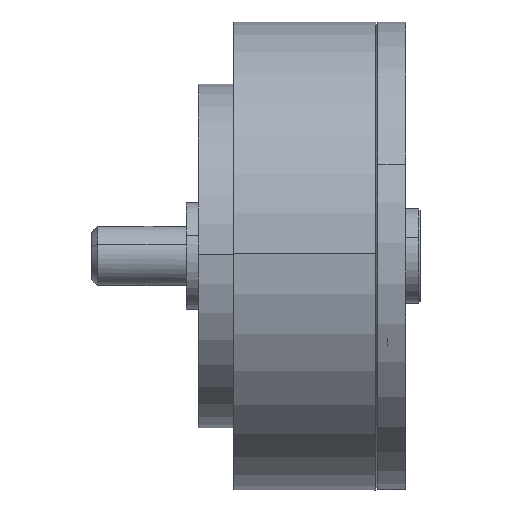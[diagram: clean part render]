
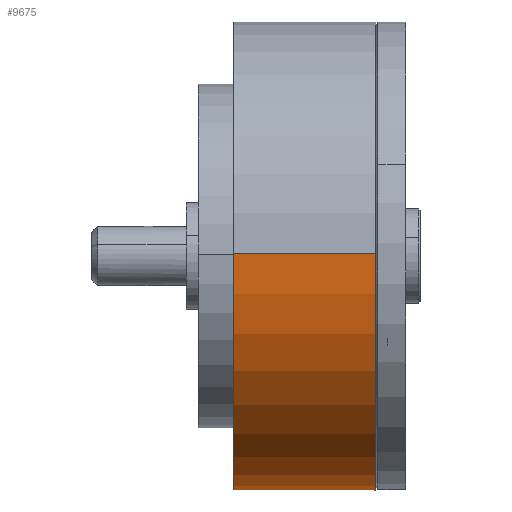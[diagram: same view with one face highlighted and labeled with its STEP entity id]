
A CAD part, left-side view. The second image highlights one B-rep face of the part: STEP entity #9675.
In plain terms, the highlighted cylindrical face has radius 39.5 mm (diameter 79 mm), a partial arc.
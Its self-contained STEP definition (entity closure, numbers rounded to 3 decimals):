
#35 = CARTESIAN_POINT ( 'NONE',  ( 40.025, 3.236, -5.803 ) ) ;
#84 = CARTESIAN_POINT ( 'NONE',  ( 40.236, 4.557, -4.844 ) ) ;
#116 = CARTESIAN_POINT ( 'NONE',  ( 40.983, -11.923, 1.03 ) ) ;
#178 = LINE ( 'NONE', #386, #4206 ) ;
#188 = CARTESIAN_POINT ( 'NONE',  ( 40.148, 4.055, -5.256 ) ) ;
#386 = CARTESIAN_POINT ( 'NONE',  ( 41.032, -14.055, 2.679 ) ) ;
#454 = DIRECTION ( 'NONE',  ( 0., 1., 0. ) ) ;
#571 = CARTESIAN_POINT ( 'NONE',  ( 40.148, -8.142, -5.253 ) ) ;
#666 = ORIENTED_EDGE ( 'NONE', *, *, #3635, .T. ) ;
#680 = CARTESIAN_POINT ( 'NONE',  ( 40.279, -8.891, -4.62 ) ) ;
#717 = CARTESIAN_POINT ( 'NONE',  ( 39.664, -3.367, -7.243 ) ) ;
#755 = CARTESIAN_POINT ( 'NONE',  ( 39.985, -7.062, -5.974 ) ) ;
#791 = CARTESIAN_POINT ( 'NONE',  ( 39.787, 1.178, -6.778 ) ) ;
#799 = CARTESIAN_POINT ( 'NONE',  ( 40.925, -11.729, 0.065 ) ) ;
#801 = CARTESIAN_POINT ( 'NONE',  ( 41.032, 9.945, 2.679 ) ) ;
#869 = CARTESIAN_POINT ( 'NONE',  ( 39.646, -2.701, -7.308 ) ) ;
#1019 = CARTESIAN_POINT ( 'NONE',  ( 41.032, 7.945, 2.679 ) ) ;
#1175 = VECTOR ( 'NONE', #2082, 1000. ) ;
#1178 = CARTESIAN_POINT ( 'NONE',  ( 39.911, -6.485, -6.281 ) ) ;
#1343 = CARTESIAN_POINT ( 'NONE',  ( 40.623, -10.541, -2.617 ) ) ;
#1420 = CARTESIAN_POINT ( 'NONE',  ( 40.543, 6.076, -3.146 ) ) ;
#1486 = CARTESIAN_POINT ( 'NONE',  ( 40.234, -8.646, -4.841 ) ) ;
#1518 = CARTESIAN_POINT ( 'NONE',  ( 39.985, 2.954, -5.972 ) ) ;
#1714 = CARTESIAN_POINT ( 'NONE',  ( 41.032, 7.945, 2.679 ) ) ;
#1721 = CARTESIAN_POINT ( 'NONE',  ( 1.534, -14.055, 3.07 ) ) ;
#1744 = CARTESIAN_POINT ( 'NONE',  ( 41.026, 7.945, 2.015 ) ) ;
#1757 = CARTESIAN_POINT ( 'NONE',  ( 41.029, -12.055, 2.347 ) ) ;
#1922 = AXIS2_PLACEMENT_3D ( 'NONE', #1721, #3969, #2841 ) ;
#2082 = DIRECTION ( 'NONE',  ( 0., 1., 0. ) ) ;
#2104 = CARTESIAN_POINT ( 'NONE',  ( 39.878, 2.085, -6.419 ) ) ;
#2304 = CARTESIAN_POINT ( 'NONE',  ( 41.021, -12.038, 2.017 ) ) ;
#2431 = CARTESIAN_POINT ( 'NONE',  ( 40.663, -10.71, -2.338 ) ) ;
#2464 = CARTESIAN_POINT ( 'NONE',  ( 39.647, -1.391, -7.307 ) ) ;
#2514 = CARTESIAN_POINT ( 'NONE',  ( 40.742, 6.928, -1.761 ) ) ;
#2541 = CARTESIAN_POINT ( 'NONE',  ( 40.84, 7.305, -0.855 ) ) ;
#2757 = CARTESIAN_POINT ( 'NONE',  ( 39.737, 0.551, -6.969 ) ) ;
#2841 = DIRECTION ( 'NONE',  ( -1., 0., 0.01 ) ) ;
#2870 = CARTESIAN_POINT ( 'NONE',  ( 40.774, -11.162, -1.462 ) ) ;
#3001 = CARTESIAN_POINT ( 'NONE',  ( 41.032, -14.055, 2.679 ) ) ;
#3017 = CARTESIAN_POINT ( 'NONE',  ( 40.5, 5.88, -3.411 ) ) ;
#3051 = CARTESIAN_POINT ( 'NONE',  ( 40.5, -9.998, -3.426 ) ) ;
#3057 = CARTESIAN_POINT ( 'NONE',  ( 40.998, -11.973, 1.358 ) ) ;
#3111 = VECTOR ( 'NONE', #9120, 1000. ) ;
#3135 = CARTESIAN_POINT ( 'NONE',  ( 39.912, 2.379, -6.279 ) ) ;
#3169 = CARTESIAN_POINT ( 'NONE',  ( 39.877, -6.186, -6.423 ) ) ;
#3226 = LINE ( 'NONE', #4543, #1175 ) ;
#3313 = CARTESIAN_POINT ( 'NONE',  ( 39.664, -0.74, -7.243 ) ) ;
#3336 = CARTESIAN_POINT ( 'NONE',  ( 40.945, 7.688, 0.403 ) ) ;
#3381 = LINE ( 'NONE', #7809, #3111 ) ;
#3513 = CARTESIAN_POINT ( 'NONE',  ( 1.534, -14.055, 3.07 ) ) ;
#3635 = EDGE_CURVE ( 'NONE', #4456, #8852, #8594, .T. ) ;
#3701 = EDGE_CURVE ( 'NONE', #5665, #4998, #9443, .T. ) ;
#3848 = CARTESIAN_POINT ( 'NONE',  ( 41.032, -12.055, 2.679 ) ) ;
#3851 = AXIS2_PLACEMENT_3D ( 'NONE', #3513, #6024, #8886 ) ;
#3877 = CARTESIAN_POINT ( 'NONE',  ( 40.412, -9.586, -3.927 ) ) ;
#3884 = CARTESIAN_POINT ( 'NONE',  ( 1.534, 9.945, 3.07 ) ) ;
#3891 = CARTESIAN_POINT ( 'NONE',  ( 40.106, -7.881, -5.446 ) ) ;
#3969 = DIRECTION ( 'NONE',  ( 0., 1., 0. ) ) ;
#3973 = CARTESIAN_POINT ( 'NONE',  ( 40.739, -11.021, -1.759 ) ) ;
#4055 = CARTESIAN_POINT ( 'NONE',  ( 39.732, -4.651, -6.988 ) ) ;
#4186 = CARTESIAN_POINT ( 'NONE',  ( 41.002, 7.88, 1.364 ) ) ;
#4206 = VECTOR ( 'NONE', #454, 1000. ) ;
#4456 = VERTEX_POINT ( 'NONE', #1714 ) ;
#4543 = CARTESIAN_POINT ( 'NONE',  ( 41.032, -14.055, 2.679 ) ) ;
#4748 = DIRECTION ( 'NONE',  ( -1., 0., 0.01 ) ) ;
#4781 = CARTESIAN_POINT ( 'NONE',  ( 40.872, -11.539, -0.558 ) ) ;
#4900 = CARTESIAN_POINT ( 'NONE',  ( 39.815, 1.485, -6.668 ) ) ;
#4998 = VERTEX_POINT ( 'NONE', #6256 ) ;
#5003 = CARTESIAN_POINT ( 'NONE',  ( 39.716, 0.228, -7.05 ) ) ;
#5007 = AXIS2_PLACEMENT_3D ( 'NONE', #3884, #9164, #4748 ) ;
#5334 = CARTESIAN_POINT ( 'NONE',  ( 40.368, 5.245, -4.157 ) ) ;
#5465 = CARTESIAN_POINT ( 'NONE',  ( 40.024, -7.341, -5.807 ) ) ;
#5565 = CARTESIAN_POINT ( 'NONE',  ( 39.782, -5.276, -6.799 ) ) ;
#5665 = VERTEX_POINT ( 'NONE', #3001 ) ;
#5678 = ORIENTED_EDGE ( 'NONE', *, *, #6205, .T. ) ;
#5684 = CARTESIAN_POINT ( 'NONE',  ( 40.412, 5.464, -3.916 ) ) ;
#5732 = CYLINDRICAL_SURFACE ( 'NONE', #3851, 39.5 ) ;
#5754 = CARTESIAN_POINT ( 'NONE',  ( 41.032, -12.055, 2.679 ) ) ;
#5797 = EDGE_CURVE ( 'NONE', #4456, #7047, #178, .T. ) ;
#5849 = CARTESIAN_POINT ( 'NONE',  ( 40.87, 7.417, -0.543 ) ) ;
#5885 = CARTESIAN_POINT ( 'NONE',  ( 40.922, 7.608, 0.086 ) ) ;
#5889 = EDGE_CURVE ( 'NONE', #4998, #7078, #3381, .T. ) ;
#6024 = DIRECTION ( 'NONE',  ( 0., 1., 0. ) ) ;
#6114 = ORIENTED_EDGE ( 'NONE', *, *, #5797, .F. ) ;
#6132 = EDGE_CURVE ( 'NONE', #5665, #8852, #3226, .T. ) ;
#6205 = EDGE_CURVE ( 'NONE', #7078, #7047, #9051, .T. ) ;
#6256 = CARTESIAN_POINT ( 'NONE',  ( -37.964, -14.055, 3.461 ) ) ;
#6525 = FACE_OUTER_BOUND ( 'NONE', #7871, .T. ) ;
#6530 = CARTESIAN_POINT ( 'NONE',  ( -37.964, 9.945, 3.461 ) ) ;
#7047 = VERTEX_POINT ( 'NONE', #801 ) ;
#7078 = VERTEX_POINT ( 'NONE', #6530 ) ;
#7809 = CARTESIAN_POINT ( 'NONE',  ( -37.964, -14.055, 3.461 ) ) ;
#7871 = EDGE_LOOP ( 'NONE', ( #8154, #9360, #8921, #5678, #6114, #666 ) ) ;
#8008 = CARTESIAN_POINT ( 'NONE',  ( 40.667, 6.621, -2.334 ) ) ;
#8154 = ORIENTED_EDGE ( 'NONE', *, *, #6132, .F. ) ;
#8594 = B_SPLINE_CURVE_WITH_KNOTS ( 'NONE', 3,
 ( #1019, #1744, #4186, #3336, #5885, #5849, #2541, #2514, #8008, #1420, #3017, #5684, #5334, #84, #188, #35, #1518, #3135, #2104, #4900, #791, #2757, #5003, #3313, #2464, #869, #717, #4055, #5565, #3169, #1178, #755, #5465, #3891, #571, #1486, #680, #3877, #3051, #1343, #2431, #3973, #2870, #4781, #799, #116, #3057, #2304, #1757, #5754 ),
 .UNSPECIFIED., .F., .F.,
 ( 4, 2, 2, 2, 2, 2, 2, 2, 2, 2, 2, 2, 2, 2, 2, 2, 2, 2, 2, 2, 2, 2, 2, 2, 4 ),
 ( 0.031, 0.033, 0.034, 0.035, 0.037, 0.038, 0.039, 0.041, 0.042, 0.043, 0.044, 0.045, 0.047, 0.049, 0.051, 0.052, 0.053, 0.054, 0.055, 0.057, 0.058, 0.059, 0.061, 0.062, 0.063 ),
 .UNSPECIFIED. ) ;
#8852 = VERTEX_POINT ( 'NONE', #3848 ) ;
#8886 = DIRECTION ( 'NONE',  ( -1., 0., 0.01 ) ) ;
#8921 = ORIENTED_EDGE ( 'NONE', *, *, #5889, .T. ) ;
#9051 = CIRCLE ( 'NONE', #5007, 39.5 ) ;
#9120 = DIRECTION ( 'NONE',  ( 0., 1., 0. ) ) ;
#9164 = DIRECTION ( 'NONE',  ( 0., -1., 0. ) ) ;
#9360 = ORIENTED_EDGE ( 'NONE', *, *, #3701, .T. ) ;
#9443 = CIRCLE ( 'NONE', #1922, 39.5 ) ;
#9675 = ADVANCED_FACE ( 'NONE', ( #6525 ), #5732, .T. ) ;
